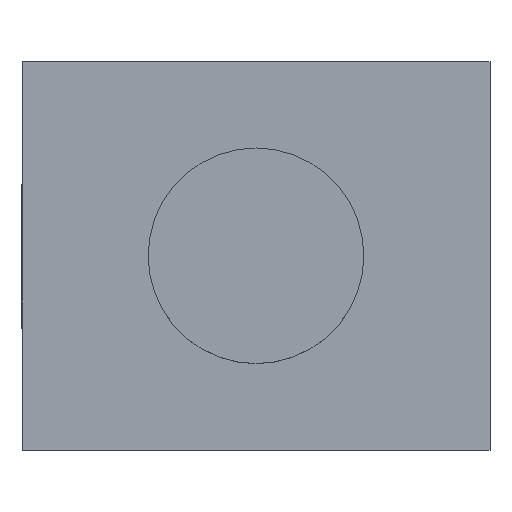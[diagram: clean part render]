
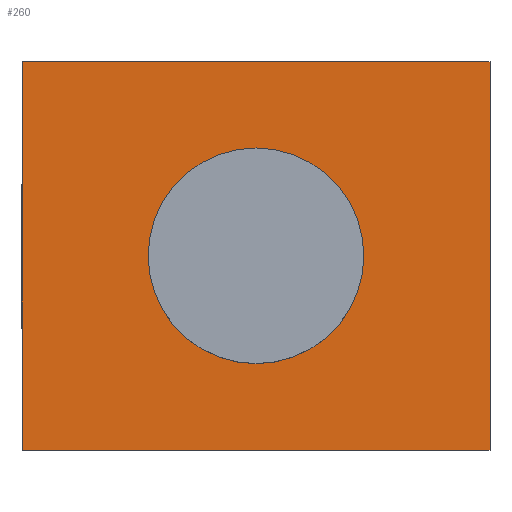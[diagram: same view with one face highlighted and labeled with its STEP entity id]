
A CAD part, top view. The second image highlights one B-rep face of the part: STEP entity #260.
In plain terms, the highlighted planar face has unit normal (0, 0, 1).
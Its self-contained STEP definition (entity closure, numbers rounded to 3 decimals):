
#99=LINE('',#1370,#165);
#123=LINE('',#1598,#189);
#125=LINE('',#1602,#191);
#130=LINE('',#1611,#196);
#165=VECTOR('',#1088,1.);
#189=VECTOR('',#1212,1.);
#191=VECTOR('',#1216,1.);
#196=VECTOR('',#1223,1.);
#260=ADVANCED_FACE('',(#343,#344),#303,.T.);
#303=PLANE('',#1024);
#343=FACE_BOUND('',#414,.T.);
#344=FACE_BOUND('',#415,.T.);
#414=EDGE_LOOP('',(#605,#606,#607,#608));
#415=EDGE_LOOP('',(#609));
#605=ORIENTED_EDGE('',*,*,#824,.F.);
#606=ORIENTED_EDGE('',*,*,#769,.F.);
#607=ORIENTED_EDGE('',*,*,#829,.T.);
#608=ORIENTED_EDGE('',*,*,#822,.T.);
#609=ORIENTED_EDGE('',*,*,#845,.F.);
#685=VERTEX_POINT('',#1365);
#687=VERTEX_POINT('',#1369);
#725=VERTEX_POINT('',#1597);
#726=VERTEX_POINT('',#1599);
#741=VERTEX_POINT('',#1645);
#769=EDGE_CURVE('',#687,#685,#99,.T.);
#822=EDGE_CURVE('',#726,#725,#123,.T.);
#824=EDGE_CURVE('',#685,#725,#125,.T.);
#829=EDGE_CURVE('',#687,#726,#130,.T.);
#845=EDGE_CURVE('',#741,#741,#905,.T.);
#905=CIRCLE('',#1023,29.95);
#1023=AXIS2_PLACEMENT_3D('',#1644,#1251,#1252);
#1024=AXIS2_PLACEMENT_3D('',#1646,#1253,#1254);
#1088=DIRECTION('',(-1.,0.,0.));
#1212=DIRECTION('',(-1.,0.,0.));
#1216=DIRECTION('',(0.,1.,0.));
#1223=DIRECTION('',(0.,1.,0.));
#1251=DIRECTION('',(0.,0.,1.));
#1252=DIRECTION('',(0.,-1.,0.));
#1253=DIRECTION('',(0.,0.,1.));
#1254=DIRECTION('',(1.,0.,0.));
#1365=CARTESIAN_POINT('',(-65.,-54.,0.));
#1369=CARTESIAN_POINT('',(65.,-54.,0.));
#1370=CARTESIAN_POINT('',(65.,-54.,0.));
#1597=CARTESIAN_POINT('',(-65.,54.,0.));
#1598=CARTESIAN_POINT('',(65.,54.,0.));
#1599=CARTESIAN_POINT('',(65.,54.,0.));
#1602=CARTESIAN_POINT('',(-65.,-54.,0.));
#1611=CARTESIAN_POINT('',(65.,-54.,0.));
#1644=CARTESIAN_POINT('',(0.,0.,0.));
#1645=CARTESIAN_POINT('',(0.,-29.95,0.));
#1646=CARTESIAN_POINT('',(65.,-54.,0.));
